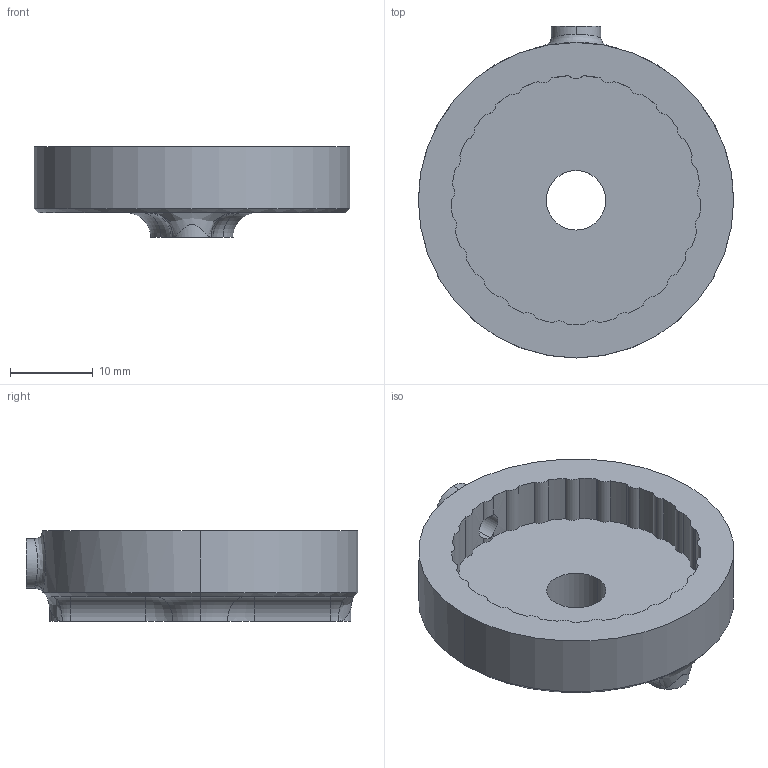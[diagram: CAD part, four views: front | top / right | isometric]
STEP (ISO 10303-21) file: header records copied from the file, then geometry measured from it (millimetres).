
FILE_DESCRIPTION (( 'STEP AP214' ), '1' );
FILE_NAME ('DIAL_SOCKET.STEP', '2026-02-18T02:57:04', ( '' ), ( '' ), 'SwSTEP 2.0', 'SolidWorks 2025', '' );
FILE_SCHEMA (( 'AUTOMOTIVE_DESIGN' ));
Length unit declared in the file: millimetre
Products named in the file (1): DIAL_SOCKET
Bounding box: 38.2 x 40.2 x 11 mm (x, y, z)
Volume: 5490.4 mm3; surface area: 4116.7 mm2
Topology: 1 solids, 1 shells, 108 faces, 293 edges, 191 vertices
Faces by surface type: cylinder 81, torus 11, plane 10, bspline 4, cone 2
Entity records: 4158 total; most frequent: CARTESIAN_POINT 1257, DIRECTION 683, ORIENTED_EDGE 586, AXIS2_PLACEMENT_3D 299, EDGE_CURVE 293, CIRCLE 194, VERTEX_POINT 191, EDGE_LOOP 116
